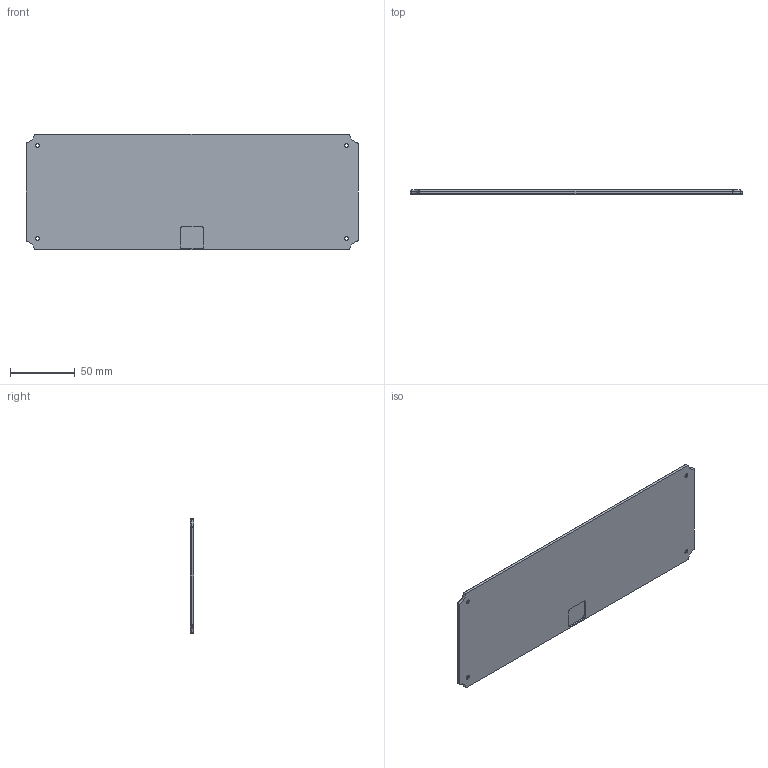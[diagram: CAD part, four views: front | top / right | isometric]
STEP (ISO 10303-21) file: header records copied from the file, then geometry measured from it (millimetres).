
FILE_DESCRIPTION(/* description */ (''),/* implementation_level */ '2;1');
FILE_NAME(/* name */ 'ShoulderWeight.step',/* time_stamp */ '2023-03-28T22:27:50-04:00',/* author */ (''),/* organization */ (''),/* preprocessor_version */ 'ST-DEVELOPER v19.2',/* originating_system */ 'Autodesk Translation Framework v11.17.0.187',/* authorisation */ '');
FILE_SCHEMA (('AUTOMOTIVE_DESIGN { 1 0 10303 214 3 1 1 }'));
Length unit declared in the file: millimetre
Products named in the file (1): (Unsaved)
Bounding box: 257.29 x 3 x 89.56 mm (x, y, z)
Volume: 67621.8 mm3; surface area: 48344.4 mm2
Topology: 1 solids, 1 shells, 780 faces, 2168 edges, 1432 vertices
Faces by surface type: bspline 557, plane 179, cylinder 28, sphere 8, cone 4, torus 4
Full cylindrical faces by diameter (mm): 3 x4, 6 x4
Entity records: 26140 total; most frequent: CARTESIAN_POINT 11618, ORIENTED_EDGE 4328, EDGE_CURVE 2164, DIRECTION 1566, VERTEX_POINT 1432, LINE 982, VECTOR 982, EDGE_LOOP 834
